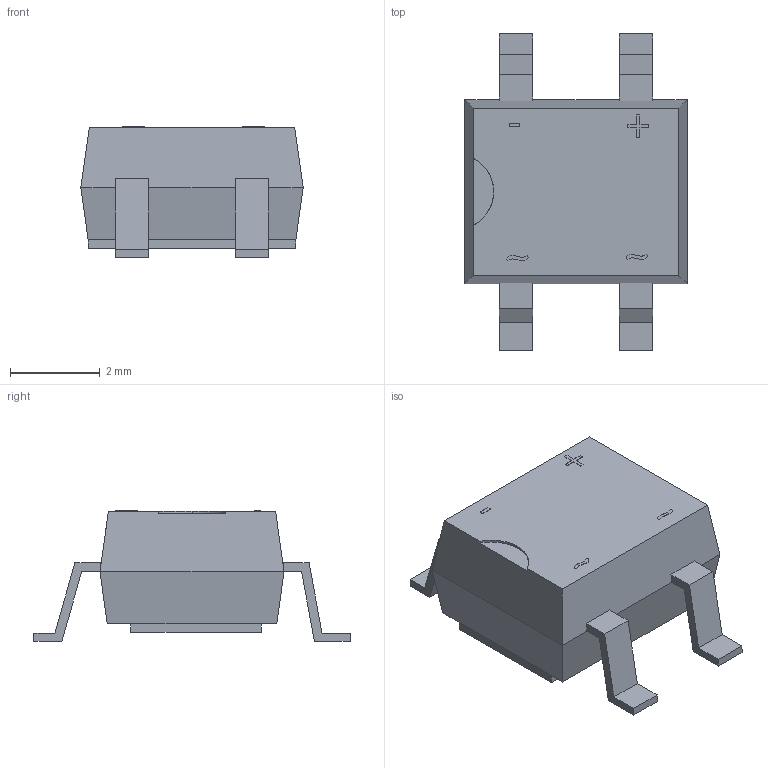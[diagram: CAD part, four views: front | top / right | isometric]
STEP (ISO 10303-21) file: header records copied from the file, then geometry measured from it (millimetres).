
FILE_DESCRIPTION (( 'STEP AP214' ), '1' );
FILE_NAME ('User Library-Bridge SMD TO-269AA.STEP', '2013-04-25T06:49:50', ( 'Windows User' ), ( '' ), 'SwSTEP 2.0', 'SolidWorks 2013', '' );
FILE_SCHEMA (( 'AUTOMOTIVE_DESIGN' ));
Length unit declared in the file: millimetre
Products named in the file (1): User Library-Bridge SMD TO-269AA
Bounding box: 4.95 x 7.04 x 2.91 mm (x, y, z)
Volume: 51.1 mm3; surface area: 101.8 mm2
Topology: 1 solids, 1 shells, 111 faces, 299 edges, 194 vertices
Faces by surface type: plane 109, cylinder 2
Entity records: 4648 total; most frequent: CARTESIAN_POINT 617, ORIENTED_EDGE 598, DIRECTION 523, EDGE_CURVE 299, LINE 291, VECTOR 291, VERTEX_POINT 194, AXIS2_PLACEMENT_3D 116
